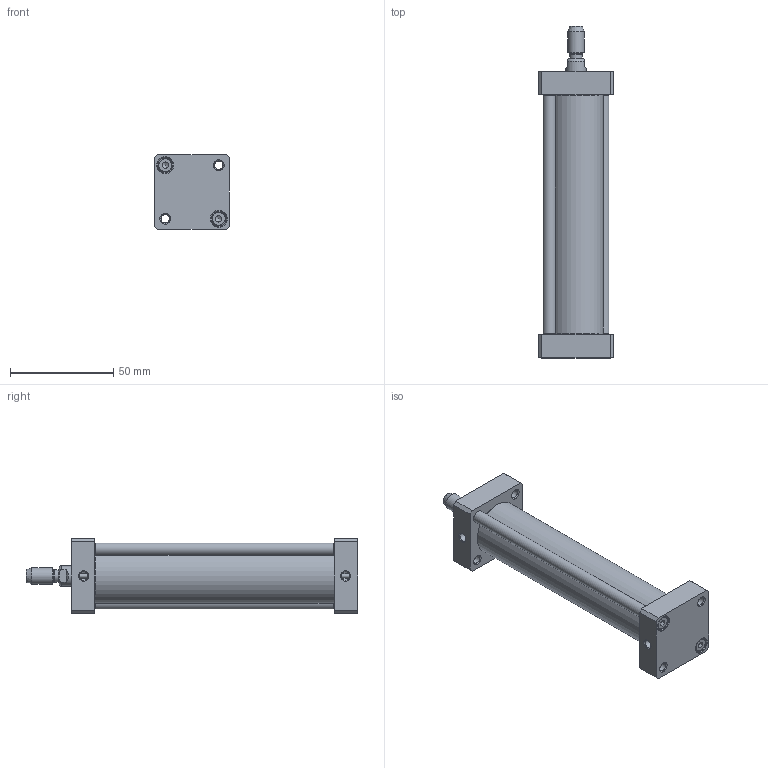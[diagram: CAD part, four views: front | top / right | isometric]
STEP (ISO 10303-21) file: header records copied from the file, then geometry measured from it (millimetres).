
FILE_DESCRIPTION((''),'2;1');
FILE_NAME('XDM025.100.GS.M.stp','2014-03-17T08:52:16',('carlo.corazza'),(''),'Autodesk Inventor 2012','Autodesk Inventor 2012','');
FILE_SCHEMA(('AUTOMOTIVE_DESIGN { 1 0 10303 214 1 1 1 1 }'));
Length unit declared in the file: millimetre
Products named in the file (6): XDM025..GS.M; CORPO-100; STELO-100; TA; TIRANTI-100; TP
Assembly tree (6 placements, depth 2):
  XDM025..GS.M
    CORPO-100
    STELO-100
    TA
    TIRANTI-100  x2
    TP
Bounding box: 36 x 161 x 36 mm (x, y, z)
Volume: 50549.5 mm3; surface area: 39133 mm2
Topology: 6 solids, 10 shells, 179 faces, 394 edges, 240 vertices
Faces by surface type: plane 73, cone 57, cylinder 38, torus 11
Full cylindrical faces by diameter (mm): 2 x2, 3.242 x4, 4.134 x7, 4.9 x4, 6 x3, 7 x4, 7.5 x4, 8 x2, 10 x1, 10.48 x1, 11.4 x1, 12 x1, 13.84 x1, 14 x1, 25 x1, 26.6 x1
Entity records: 4452 total; most frequent: CARTESIAN_POINT 856, DIRECTION 706, ORIENTED_EDGE 508, AXIS2_PLACEMENT_3D 302, EDGE_LOOP 294, EDGE_CURVE 254, VERTEX_POINT 206, STYLED_ITEM 173
